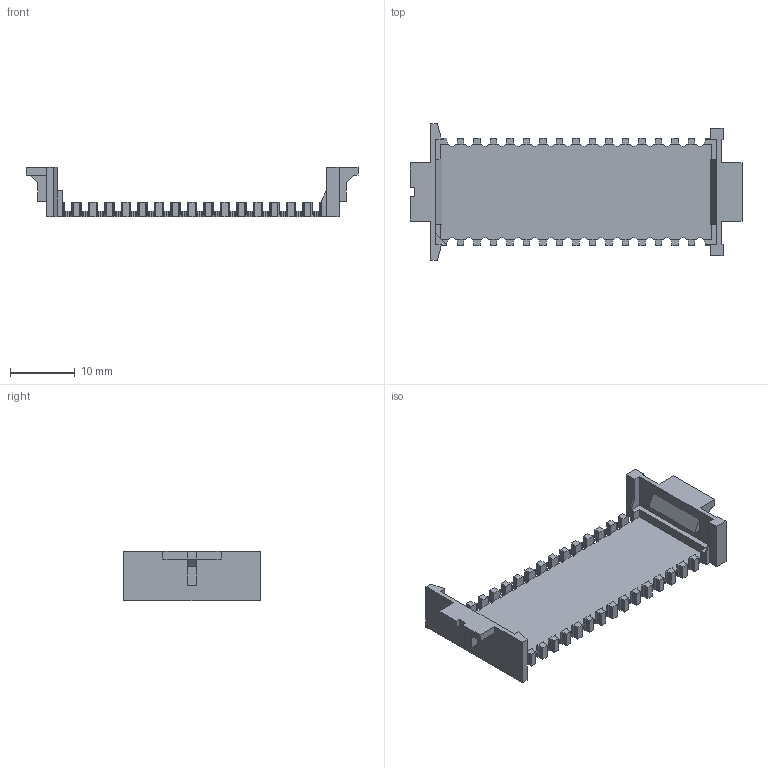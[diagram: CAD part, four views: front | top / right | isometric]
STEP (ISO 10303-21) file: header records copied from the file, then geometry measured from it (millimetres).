
FILE_DESCRIPTION(('FreeCAD Model'),'2;1');
FILE_NAME('Molex78802_PCB_32.step','2021-05-20T05:18:07',('FreeCAD'),( 'FreeCAD'),'Open CASCADE STEP processor 7.4','FreeCAD','Unknown');
FILE_SCHEMA(('AUTOMOTIVE_DESIGN { 1 0 10303 214 1 1 1 1 }'));
Length unit declared in the file: millimetre
Products named in the file (1): Open CASCADE STEP translator 7.4 1
Bounding box: 51.08 x 21 x 7.6 mm (x, y, z)
Surface area: 2582.2 mm2 (no closed solid volume)
Topology: 0 solids, 1 shells, 655 faces, 1678 edges, 1027 vertices
Faces by surface type: plane 655
Entity records: 19062 total; most frequent: CARTESIAN_POINT 3361, ORIENTED_EDGE 3356, DIRECTION 2990, EDGE_CURVE 1678, LINE 1678, VECTOR 1678, VERTEX_POINT 1027, FACE_BOUND 657
